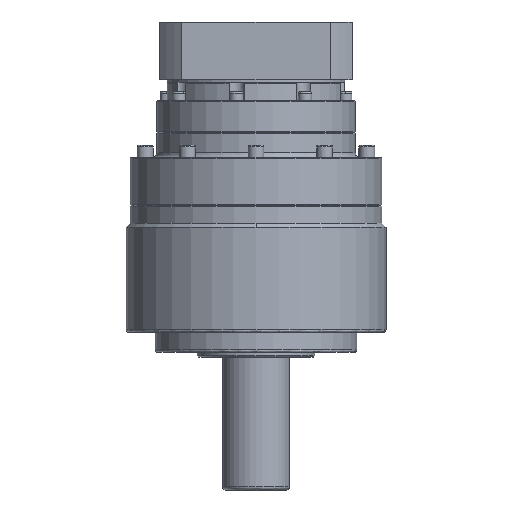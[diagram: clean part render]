
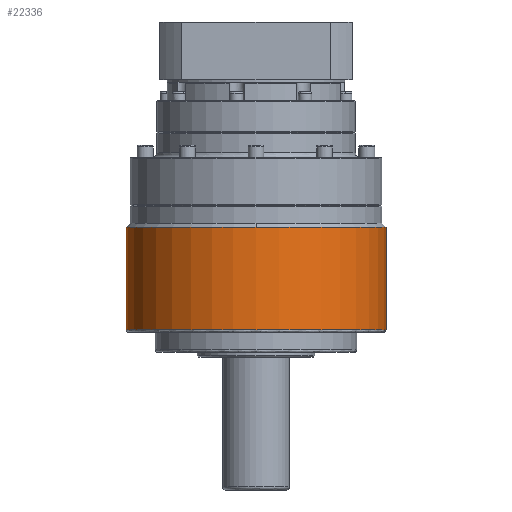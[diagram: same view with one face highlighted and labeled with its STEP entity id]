
A CAD part, front view. The second image highlights one B-rep face of the part: STEP entity #22336.
In plain terms, the highlighted cylindrical face has radius 77.5 mm (diameter 155 mm), a partial arc.
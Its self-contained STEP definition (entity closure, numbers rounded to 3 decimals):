
#296 = VERTEX_POINT ( 'NONE', #14983 ) ;
#499 = DIRECTION ( 'NONE',  ( 0., 0., -1. ) ) ;
#616 = CIRCLE ( 'NONE', #22813, 77.5 ) ;
#1010 = EDGE_CURVE ( 'NONE', #15587, #296, #616, .T. ) ;
#1631 = CARTESIAN_POINT ( 'NONE',  ( 0., 0., 0. ) ) ;
#2363 = CARTESIAN_POINT ( 'NONE',  ( 0., 0., 74.5 ) ) ;
#2573 = EDGE_CURVE ( 'NONE', #2776, #296, #9972, .T. ) ;
#2776 = VERTEX_POINT ( 'NONE', #17885 ) ;
#3896 = EDGE_CURVE ( 'NONE', #12721, #24845, #18574, .T. ) ;
#3943 = ORIENTED_EDGE ( 'NONE', *, *, #5206, .T. ) ;
#4129 = VECTOR ( 'NONE', #16248, 1000. ) ;
#4468 = CYLINDRICAL_SURFACE ( 'NONE', #22776, 77.5 ) ;
#4570 = DIRECTION ( 'NONE',  ( 1., 0., 0. ) ) ;
#5206 = EDGE_CURVE ( 'NONE', #2776, #12721, #10602, .T. ) ;
#6733 = EDGE_CURVE ( 'NONE', #24845, #15587, #15373, .T. ) ;
#7209 = ORIENTED_EDGE ( 'NONE', *, *, #2573, .F. ) ;
#9375 = ORIENTED_EDGE ( 'NONE', *, *, #1010, .T. ) ;
#9972 = LINE ( 'NONE', #24608, #4129 ) ;
#10060 = CARTESIAN_POINT ( 'NONE',  ( 0., 0., 13.5 ) ) ;
#10602 = CIRCLE ( 'NONE', #13707, 77.5 ) ;
#10686 = CARTESIAN_POINT ( 'NONE',  ( 77.5, 0., 74.5 ) ) ;
#11156 = CARTESIAN_POINT ( 'NONE',  ( 0., -77.5, 74.5 ) ) ;
#12222 = DIRECTION ( 'NONE',  ( 1., 0., 0. ) ) ;
#12721 = VERTEX_POINT ( 'NONE', #21917 ) ;
#12737 = VECTOR ( 'NONE', #13435, 1000. ) ;
#13435 = DIRECTION ( 'NONE',  ( 0., 0., 1. ) ) ;
#13621 = CARTESIAN_POINT ( 'NONE',  ( 0., 0., 74.5 ) ) ;
#13703 = FACE_OUTER_BOUND ( 'NONE', #24510, .T. ) ;
#13707 = AXIS2_PLACEMENT_3D ( 'NONE', #10060, #25367, #12222 ) ;
#14700 = DIRECTION ( 'NONE',  ( 0., 0., 1. ) ) ;
#14983 = CARTESIAN_POINT ( 'NONE',  ( -77.5, 0., 74.5 ) ) ;
#15373 = CIRCLE ( 'NONE', #17708, 77.5 ) ;
#15587 = VERTEX_POINT ( 'NONE', #11156 ) ;
#15817 = DIRECTION ( 'NONE',  ( 1., 0., 0. ) ) ;
#16248 = DIRECTION ( 'NONE',  ( 0., 0., 1. ) ) ;
#17632 = DIRECTION ( 'NONE',  ( 0., 0., -1. ) ) ;
#17708 = AXIS2_PLACEMENT_3D ( 'NONE', #13621, #499, #15817 ) ;
#17885 = CARTESIAN_POINT ( 'NONE',  ( -77.5, 0., 13.5 ) ) ;
#18574 = LINE ( 'NONE', #22151, #12737 ) ;
#21917 = CARTESIAN_POINT ( 'NONE',  ( 77.5, 0., 13.5 ) ) ;
#22151 = CARTESIAN_POINT ( 'NONE',  ( 77.5, 0., 0. ) ) ;
#22336 = ADVANCED_FACE ( 'NONE', ( #13703 ), #4468, .T. ) ;
#22776 = AXIS2_PLACEMENT_3D ( 'NONE', #1631, #14700, #27943 ) ;
#22813 = AXIS2_PLACEMENT_3D ( 'NONE', #2363, #17632, #4570 ) ;
#23662 = ORIENTED_EDGE ( 'NONE', *, *, #6733, .T. ) ;
#24510 = EDGE_LOOP ( 'NONE', ( #7209, #3943, #28302, #23662, #9375 ) ) ;
#24608 = CARTESIAN_POINT ( 'NONE',  ( -77.5, 0., 0. ) ) ;
#24845 = VERTEX_POINT ( 'NONE', #10686 ) ;
#25367 = DIRECTION ( 'NONE',  ( 0., 0., 1. ) ) ;
#27943 = DIRECTION ( 'NONE',  ( 1., 0., 0. ) ) ;
#28302 = ORIENTED_EDGE ( 'NONE', *, *, #3896, .T. ) ;
